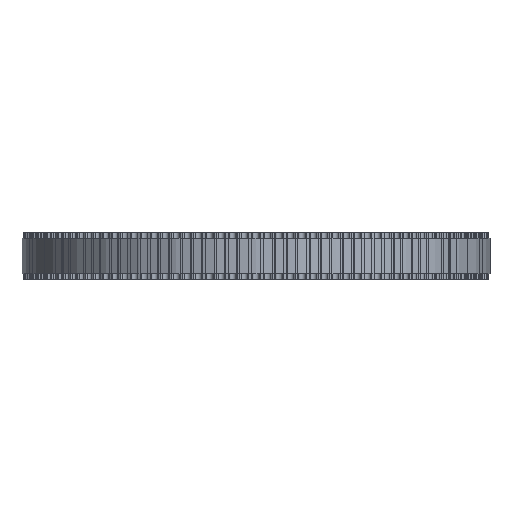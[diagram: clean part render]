
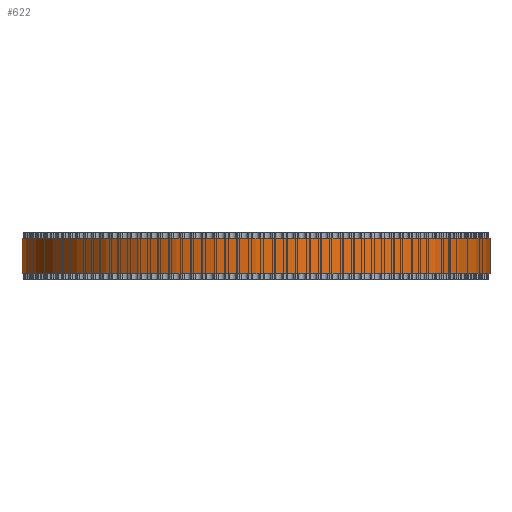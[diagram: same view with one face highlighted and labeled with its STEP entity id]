
A CAD part, front view. The second image highlights one B-rep face of the part: STEP entity #622.
In plain terms, the highlighted cylindrical face has radius 39.789 mm (diameter 79.577 mm), a full revolution.
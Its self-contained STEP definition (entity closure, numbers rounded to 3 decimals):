
#97=FACE_BOUND('',#2128,.T.);
#98=FACE_BOUND('',#2129,.T.);
#622=ADVANCED_FACE('',(#97,#98),#1123,.T.);
#1123=CYLINDRICAL_SURFACE('',#11143,39.789);
#2128=EDGE_LOOP('',(#6130));
#2129=EDGE_LOOP('',(#6131));
#6130=ORIENTED_EDGE('',*,*,#8634,.T.);
#6131=ORIENTED_EDGE('',*,*,#8635,.T.);
#7132=VERTEX_POINT('',#17660);
#7133=VERTEX_POINT('',#17662);
#8634=EDGE_CURVE('',#7132,#7132,#9636,.T.);
#8635=EDGE_CURVE('',#7133,#7133,#9637,.T.);
#9636=CIRCLE('',#11141,39.789);
#9637=CIRCLE('',#11142,39.789);
#11141=AXIS2_PLACEMENT_3D('',#17659,#14650,#14651);
#11142=AXIS2_PLACEMENT_3D('',#17661,#14652,#14653);
#11143=AXIS2_PLACEMENT_3D('',#17663,#14654,#14655);
#14650=DIRECTION('',(0.,0.,1.));
#14651=DIRECTION('',(1.,0.,0.));
#14652=DIRECTION('',(0.,0.,-1.));
#14653=DIRECTION('',(1.,0.,0.));
#14654=DIRECTION('',(0.,0.,1.));
#14655=DIRECTION('',(1.,0.,0.));
#17659=CARTESIAN_POINT('',(0.,0.,1.));
#17660=CARTESIAN_POINT('',(39.789,0.,1.));
#17661=CARTESIAN_POINT('',(0.,0.,7.));
#17662=CARTESIAN_POINT('',(39.789,0.,7.));
#17663=CARTESIAN_POINT('',(0.,0.,1.));
